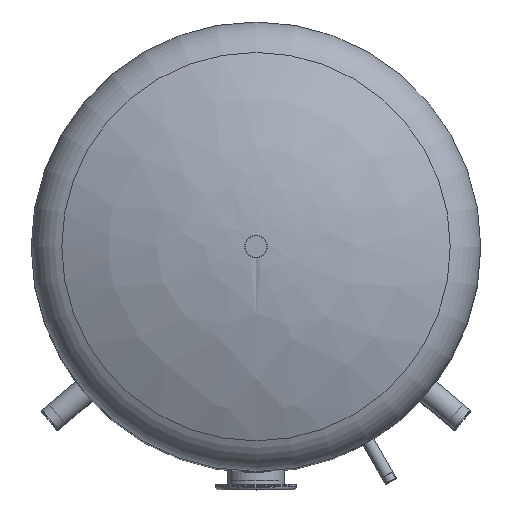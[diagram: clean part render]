
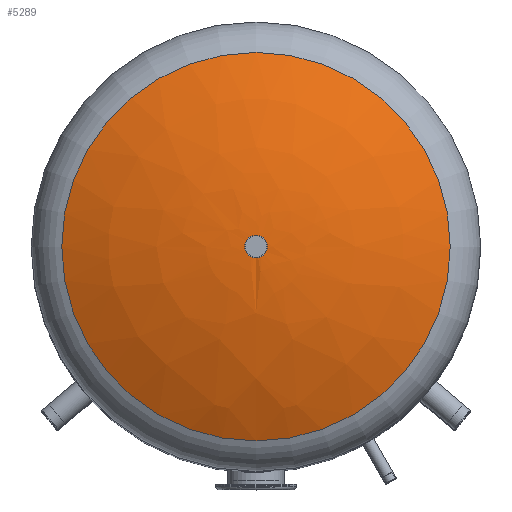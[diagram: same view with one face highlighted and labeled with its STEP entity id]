
A CAD part, top view. The second image highlights one B-rep face of the part: STEP entity #5289.
In plain terms, the highlighted free-form (B-spline) face has degree [2, 2] with [3, 9] control points.
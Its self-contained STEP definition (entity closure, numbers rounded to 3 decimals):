
#23=(
BOUNDED_CURVE()
B_SPLINE_CURVE(2,(#9667,#9668,#9669),.UNSPECIFIED.,.F.,.F.)
B_SPLINE_CURVE_WITH_KNOTS((3,3),(1.125,1.57),
 .UNSPECIFIED.)
CURVE()
GEOMETRIC_REPRESENTATION_ITEM()
RATIONAL_B_SPLINE_CURVE((1.,0.975,1.))
REPRESENTATION_ITEM($)
);
#25=(
BOUNDED_SURFACE()
B_SPLINE_SURFACE(2,2,((#9635,#9636,#9637,#9638,#9639,#9640,#9641,#9642,
#9643),(#9644,#9645,#9646,#9647,#9648,#9649,#9650,#9651,#9652),(#9653,#9654,
#9655,#9656,#9657,#9658,#9659,#9660,#9661)),.UNSPECIFIED.,.F.,.T.,.F.)
B_SPLINE_SURFACE_WITH_KNOTS((3,3),(3,2,2,2,3),(-1.57,-1.125),
(-3.142,-1.571,0.,1.571,3.142),
 .UNSPECIFIED.)
GEOMETRIC_REPRESENTATION_ITEM()
RATIONAL_B_SPLINE_SURFACE(((1.,0.707,1.,0.707,1.,
0.707,1.,0.707,1.),(0.975,0.69,
0.975,0.69,0.975,0.69,
0.975,0.69,0.975),(1.,0.707,
1.,0.707,1.,0.707,1.,0.707,1.)))
REPRESENTATION_ITEM($)
SURFACE()
);
#1328=FACE_OUTER_BOUND($,#1734,.T.);
#1734=EDGE_LOOP($,(#3832,#3833,#3834,#3835));
#2096=CIRCLE($,#5746,432.153);
#2097=CIRCLE($,#5747,432.153);
#2415=VERTEX_POINT($,#9662);
#2416=VERTEX_POINT($,#9663);
#2417=VERTEX_POINT($,#9666);
#2961=EDGE_CURVE($,#2415,#2416,#2096,.T.);
#2962=EDGE_CURVE($,#2416,#2415,#2097,.T.);
#2963=EDGE_CURVE($,#2416,#2417,#23,.T.);
#3832=ORIENTED_EDGE($,*,*,#2961,.F.);
#3833=ORIENTED_EDGE($,*,*,#2962,.F.);
#3834=ORIENTED_EDGE($,*,*,#2963,.T.);
#3835=ORIENTED_EDGE($,*,*,#2963,.F.);
#5289=ADVANCED_FACE($,(#1328),#25,.F.);
#5746=AXIS2_PLACEMENT_3D($,#9664,#6597,#6598);
#5747=AXIS2_PLACEMENT_3D($,#9665,#6599,#6600);
#6597=DIRECTION('center_axis',(0.,0.,-1.));
#6598=DIRECTION('ref_axis',(-1.,0.,0.));
#6599=DIRECTION('center_axis',(0.,0.,-1.));
#6600=DIRECTION('ref_axis',(-1.,0.,0.));
#9635=CARTESIAN_POINT('Ctrl Pts',(0.,0.,
2020.));
#9636=CARTESIAN_POINT('Ctrl Pts',(0.,0.,
2020.));
#9637=CARTESIAN_POINT('Ctrl Pts',(0.,0.,
2020.));
#9638=CARTESIAN_POINT('Ctrl Pts',(0.,0.,
2020.));
#9639=CARTESIAN_POINT('Ctrl Pts',(0.,0.,
2020.));
#9640=CARTESIAN_POINT('Ctrl Pts',(0.,0.,
2020.));
#9641=CARTESIAN_POINT('Ctrl Pts',(0.,0.,
2020.));
#9642=CARTESIAN_POINT('Ctrl Pts',(0.,0.,
2020.));
#9643=CARTESIAN_POINT('Ctrl Pts',(0.,0.,
2020.));
#9644=CARTESIAN_POINT('Ctrl Pts',(0.,-227.153,
2019.737));
#9645=CARTESIAN_POINT('Ctrl Pts',(-227.153,-227.153,2019.737));
#9646=CARTESIAN_POINT('Ctrl Pts',(-227.153,0.,
2019.737));
#9647=CARTESIAN_POINT('Ctrl Pts',(-227.153,227.153,2019.737));
#9648=CARTESIAN_POINT('Ctrl Pts',(0.,227.153,
2019.737));
#9649=CARTESIAN_POINT('Ctrl Pts',(227.153,227.153,2019.737));
#9650=CARTESIAN_POINT('Ctrl Pts',(227.153,0.,
2019.737));
#9651=CARTESIAN_POINT('Ctrl Pts',(227.153,-227.153,2019.737));
#9652=CARTESIAN_POINT('Ctrl Pts',(0.,-227.153,
2019.737));
#9653=CARTESIAN_POINT('Ctrl Pts',(0.,-432.153,
1921.895));
#9654=CARTESIAN_POINT('Ctrl Pts',(-432.153,-432.153,1921.895));
#9655=CARTESIAN_POINT('Ctrl Pts',(-432.153,0.,
1921.895));
#9656=CARTESIAN_POINT('Ctrl Pts',(-432.153,432.153,1921.895));
#9657=CARTESIAN_POINT('Ctrl Pts',(0.,432.153,
1921.895));
#9658=CARTESIAN_POINT('Ctrl Pts',(432.153,432.153,1921.895));
#9659=CARTESIAN_POINT('Ctrl Pts',(432.153,0.,
1921.895));
#9660=CARTESIAN_POINT('Ctrl Pts',(432.153,-432.153,1921.895));
#9661=CARTESIAN_POINT('Ctrl Pts',(0.,-432.153,
1921.895));
#9662=CARTESIAN_POINT('',(-432.153,0.,1921.895));
#9663=CARTESIAN_POINT('',(0.,-432.153,1921.895));
#9664=CARTESIAN_POINT('Origin',(0.,0.,
1921.895));
#9665=CARTESIAN_POINT('Origin',(0.,0.,
1921.895));
#9666=CARTESIAN_POINT('',(0.,0.,2020.));
#9667=CARTESIAN_POINT('Ctrl Pts',(0.,-432.153,
1921.895));
#9668=CARTESIAN_POINT('Ctrl Pts',(0.,-227.153,
2019.737));
#9669=CARTESIAN_POINT('Ctrl Pts',(0.,0.,
2020.));
